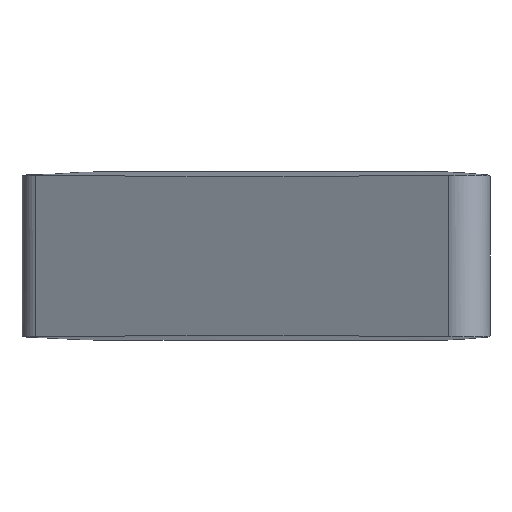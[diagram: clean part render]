
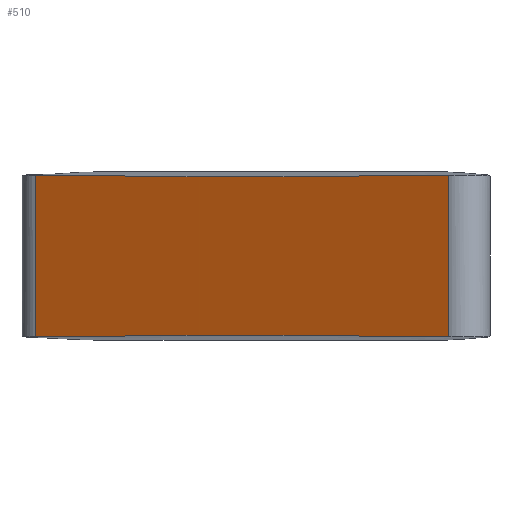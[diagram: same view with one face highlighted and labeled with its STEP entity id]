
A CAD part, left-side view. The second image highlights one B-rep face of the part: STEP entity #510.
In plain terms, the highlighted planar face has unit normal (-0.866, 0.5, 0).
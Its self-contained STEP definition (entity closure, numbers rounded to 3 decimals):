
#58=FACE_OUTER_BOUND('',#556,.T.);
#63=LINE('',#6373,#69);
#65=LINE('',#6376,#71);
#69=VECTOR('',#2313,1.);
#71=VECTOR('',#2317,1.);
#79=PLANE('',#2280);
#461=B_SPLINE_CURVE_WITH_KNOTS('',3,(#4249,#4250,#4251,#4252),
 .UNSPECIFIED.,.F.,.F.,(4,4),(0.,1.),.UNSPECIFIED.);
#462=B_SPLINE_CURVE_WITH_KNOTS('',3,(#4254,#4255,#4256,#4257),
 .UNSPECIFIED.,.F.,.F.,(4,4),(0.,1.),.UNSPECIFIED.);
#463=B_SPLINE_CURVE_WITH_KNOTS('',3,(#4259,#4260,#4261,#4262),
 .UNSPECIFIED.,.F.,.F.,(4,4),(0.,1.),.UNSPECIFIED.);
#464=B_SPLINE_CURVE_WITH_KNOTS('',3,(#4264,#4265,#4266,#4267),
 .UNSPECIFIED.,.F.,.F.,(4,4),(0.,1.),.UNSPECIFIED.);
#465=B_SPLINE_CURVE_WITH_KNOTS('',3,(#4269,#4270,#4271,#4272),
 .UNSPECIFIED.,.F.,.F.,(4,4),(0.,1.),.UNSPECIFIED.);
#485=B_SPLINE_CURVE_WITH_KNOTS('',3,(#5344,#5345,#5346,#5347),
 .UNSPECIFIED.,.F.,.F.,(4,4),(0.,1.),.UNSPECIFIED.);
#486=B_SPLINE_CURVE_WITH_KNOTS('',3,(#5349,#5350,#5351,#5352),
 .UNSPECIFIED.,.F.,.F.,(4,4),(0.,1.),.UNSPECIFIED.);
#487=B_SPLINE_CURVE_WITH_KNOTS('',3,(#5354,#5355,#5356,#5357),
 .UNSPECIFIED.,.F.,.F.,(4,4),(0.,1.),.UNSPECIFIED.);
#488=B_SPLINE_CURVE_WITH_KNOTS('',3,(#5359,#5360,#5361,#5362),
 .UNSPECIFIED.,.F.,.F.,(4,4),(0.,1.),.UNSPECIFIED.);
#489=B_SPLINE_CURVE_WITH_KNOTS('',3,(#5364,#5365,#5366,#5367),
 .UNSPECIFIED.,.F.,.F.,(4,4),(0.,1.),.UNSPECIFIED.);
#510=ADVANCED_FACE('',(#58),#79,.T.);
#556=EDGE_LOOP('',(#1365,#1366,#1367,#1368,#1369,#1370,#1371,#1372,#1373,
#1374,#1375,#1376));
#1365=ORIENTED_EDGE('',*,*,#2246,.T.);
#1366=ORIENTED_EDGE('',*,*,#2245,.T.);
#1367=ORIENTED_EDGE('',*,*,#2244,.T.);
#1368=ORIENTED_EDGE('',*,*,#2243,.T.);
#1369=ORIENTED_EDGE('',*,*,#2242,.T.);
#1370=ORIENTED_EDGE('',*,*,#2255,.F.);
#1371=ORIENTED_EDGE('',*,*,#2222,.T.);
#1372=ORIENTED_EDGE('',*,*,#2221,.T.);
#1373=ORIENTED_EDGE('',*,*,#2220,.T.);
#1374=ORIENTED_EDGE('',*,*,#2219,.T.);
#1375=ORIENTED_EDGE('',*,*,#2218,.T.);
#1376=ORIENTED_EDGE('',*,*,#2253,.T.);
#1798=VERTEX_POINT('',#4248);
#1799=VERTEX_POINT('',#4253);
#1800=VERTEX_POINT('',#4258);
#1801=VERTEX_POINT('',#4263);
#1802=VERTEX_POINT('',#4268);
#1803=VERTEX_POINT('',#4273);
#1822=VERTEX_POINT('',#5343);
#1823=VERTEX_POINT('',#5348);
#1824=VERTEX_POINT('',#5353);
#1825=VERTEX_POINT('',#5358);
#1826=VERTEX_POINT('',#5363);
#1827=VERTEX_POINT('',#5368);
#2218=EDGE_CURVE('',#1799,#1798,#461,.T.);
#2219=EDGE_CURVE('',#1800,#1799,#462,.T.);
#2220=EDGE_CURVE('',#1801,#1800,#463,.T.);
#2221=EDGE_CURVE('',#1802,#1801,#464,.T.);
#2222=EDGE_CURVE('',#1803,#1802,#465,.T.);
#2242=EDGE_CURVE('',#1823,#1822,#485,.T.);
#2243=EDGE_CURVE('',#1824,#1823,#486,.T.);
#2244=EDGE_CURVE('',#1825,#1824,#487,.T.);
#2245=EDGE_CURVE('',#1826,#1825,#488,.T.);
#2246=EDGE_CURVE('',#1827,#1826,#489,.T.);
#2253=EDGE_CURVE('',#1798,#1827,#63,.T.);
#2255=EDGE_CURVE('',#1803,#1822,#65,.T.);
#2280=AXIS2_PLACEMENT_3D('',#6377,#2318,#2319);
#2313=DIRECTION('',(0.,0.,-1.));
#2317=DIRECTION('',(0.,0.,-1.));
#2318=DIRECTION('',(-0.866,0.5,0.));
#2319=DIRECTION('',(-0.5,-0.866,0.));
#4248=CARTESIAN_POINT('',(-0.693,8.325,-0.1));
#4249=CARTESIAN_POINT('',(-3.407,3.624,-0.144));
#4250=CARTESIAN_POINT('',(-2.502,5.191,-0.129));
#4251=CARTESIAN_POINT('',(-1.598,6.758,-0.115));
#4252=CARTESIAN_POINT('',(-0.693,8.325,-0.1));
#4253=CARTESIAN_POINT('',(-3.407,3.624,-0.144));
#4254=CARTESIAN_POINT('',(-3.428,3.588,-0.144));
#4255=CARTESIAN_POINT('',(-3.421,3.6,-0.144));
#4256=CARTESIAN_POINT('',(-3.414,3.612,-0.144));
#4257=CARTESIAN_POINT('',(-3.407,3.624,-0.144));
#4258=CARTESIAN_POINT('',(-3.428,3.588,-0.144));
#4259=CARTESIAN_POINT('',(-4.821,1.174,-0.144));
#4260=CARTESIAN_POINT('',(-4.357,1.979,-0.144));
#4261=CARTESIAN_POINT('',(-3.892,2.784,-0.144));
#4262=CARTESIAN_POINT('',(-3.428,3.588,-0.144));
#4263=CARTESIAN_POINT('',(-4.821,1.174,-0.144));
#4264=CARTESIAN_POINT('',(-4.842,1.139,-0.144));
#4265=CARTESIAN_POINT('',(-4.835,1.151,-0.144));
#4266=CARTESIAN_POINT('',(-4.828,1.162,-0.144));
#4267=CARTESIAN_POINT('',(-4.821,1.174,-0.144));
#4268=CARTESIAN_POINT('',(-4.842,1.139,-0.144));
#4269=CARTESIAN_POINT('',(-7.556,-3.562,-0.1));
#4270=CARTESIAN_POINT('',(-6.651,-1.995,-0.115));
#4271=CARTESIAN_POINT('',(-5.747,-0.428,-0.129));
#4272=CARTESIAN_POINT('',(-4.842,1.139,-0.144));
#4273=CARTESIAN_POINT('',(-7.556,-3.563,-0.1));
#5343=CARTESIAN_POINT('',(-7.556,-3.563,-4.76));
#5344=CARTESIAN_POINT('',(-4.842,1.139,-4.716));
#5345=CARTESIAN_POINT('',(-5.747,-0.428,-4.731));
#5346=CARTESIAN_POINT('',(-6.651,-1.995,-4.745));
#5347=CARTESIAN_POINT('',(-7.556,-3.563,-4.76));
#5348=CARTESIAN_POINT('',(-4.842,1.139,-4.716));
#5349=CARTESIAN_POINT('',(-4.821,1.174,-4.716));
#5350=CARTESIAN_POINT('',(-4.828,1.162,-4.716));
#5351=CARTESIAN_POINT('',(-4.835,1.151,-4.716));
#5352=CARTESIAN_POINT('',(-4.842,1.139,-4.716));
#5353=CARTESIAN_POINT('',(-4.821,1.174,-4.716));
#5354=CARTESIAN_POINT('',(-3.428,3.588,-4.716));
#5355=CARTESIAN_POINT('',(-3.892,2.784,-4.716));
#5356=CARTESIAN_POINT('',(-4.357,1.979,-4.716));
#5357=CARTESIAN_POINT('',(-4.821,1.174,-4.716));
#5358=CARTESIAN_POINT('',(-3.428,3.588,-4.716));
#5359=CARTESIAN_POINT('',(-3.407,3.624,-4.716));
#5360=CARTESIAN_POINT('',(-3.414,3.612,-4.716));
#5361=CARTESIAN_POINT('',(-3.421,3.6,-4.716));
#5362=CARTESIAN_POINT('',(-3.428,3.588,-4.716));
#5363=CARTESIAN_POINT('',(-3.407,3.624,-4.716));
#5364=CARTESIAN_POINT('',(-0.693,8.325,-4.76));
#5365=CARTESIAN_POINT('',(-1.598,6.758,-4.745));
#5366=CARTESIAN_POINT('',(-2.502,5.191,-4.731));
#5367=CARTESIAN_POINT('',(-3.407,3.624,-4.716));
#5368=CARTESIAN_POINT('',(-0.693,8.325,-4.76));
#6373=CARTESIAN_POINT('',(-0.693,8.325,0.1));
#6376=CARTESIAN_POINT('',(-7.556,-3.563,0.1));
#6377=CARTESIAN_POINT('',(-0.693,8.325,0.1));
